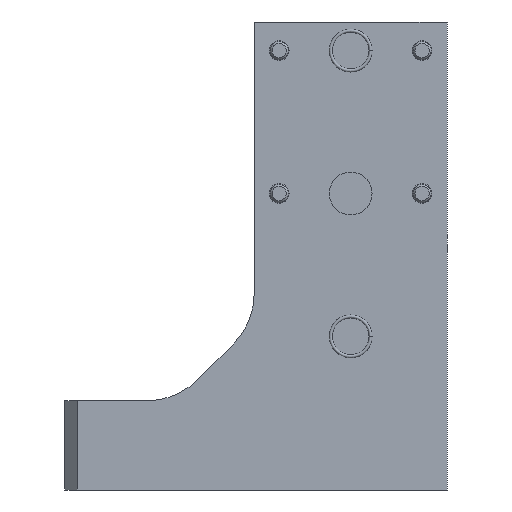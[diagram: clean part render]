
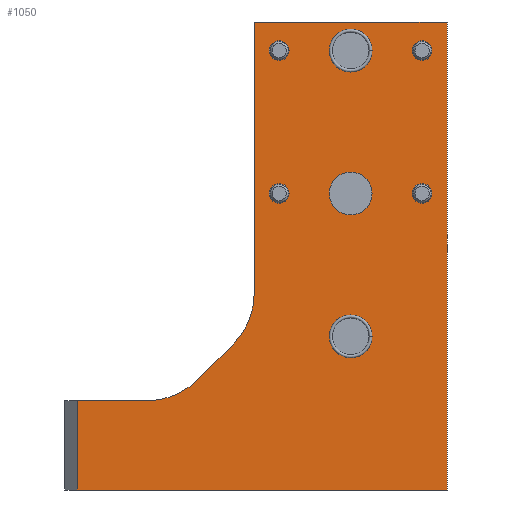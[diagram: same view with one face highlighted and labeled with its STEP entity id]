
A CAD part, front view. The second image highlights one B-rep face of the part: STEP entity #1050.
In plain terms, the highlighted face is planar.
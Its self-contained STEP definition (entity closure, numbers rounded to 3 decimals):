
#153=LINE('',#1646,#204);
#156=LINE('',#1666,#207);
#157=LINE('',#1669,#208);
#158=LINE('',#1673,#209);
#159=LINE('',#1677,#210);
#160=LINE('',#1678,#211);
#161=LINE('',#1680,#212);
#204=VECTOR('',#1327,1000.);
#207=VECTOR('',#1346,1000.);
#208=VECTOR('',#1347,1000.);
#209=VECTOR('',#1350,1000.);
#210=VECTOR('',#1353,1000.);
#211=VECTOR('',#1354,1000.);
#212=VECTOR('',#1355,1000.);
#269=ORIENTED_EDGE('',*,*,#534,.T.);
#270=ORIENTED_EDGE('',*,*,#535,.T.);
#271=ORIENTED_EDGE('',*,*,#536,.T.);
#272=ORIENTED_EDGE('',*,*,#537,.T.);
#273=ORIENTED_EDGE('',*,*,#538,.T.);
#274=ORIENTED_EDGE('',*,*,#539,.T.);
#275=ORIENTED_EDGE('',*,*,#540,.T.);
#276=ORIENTED_EDGE('',*,*,#541,.F.);
#277=ORIENTED_EDGE('',*,*,#542,.T.);
#278=ORIENTED_EDGE('',*,*,#543,.T.);
#279=ORIENTED_EDGE('',*,*,#544,.T.);
#280=ORIENTED_EDGE('',*,*,#545,.T.);
#281=ORIENTED_EDGE('',*,*,#546,.T.);
#282=ORIENTED_EDGE('',*,*,#531,.F.);
#283=ORIENTED_EDGE('',*,*,#547,.T.);
#284=ORIENTED_EDGE('',*,*,#548,.T.);
#531=EDGE_CURVE('',#662,#663,#153,.T.);
#534=EDGE_CURVE('',#664,#664,#748,.T.);
#535=EDGE_CURVE('',#665,#665,#749,.T.);
#536=EDGE_CURVE('',#666,#666,#750,.T.);
#537=EDGE_CURVE('',#667,#667,#751,.T.);
#538=EDGE_CURVE('',#668,#668,#752,.T.);
#539=EDGE_CURVE('',#669,#669,#753,.T.);
#540=EDGE_CURVE('',#670,#670,#754,.T.);
#541=EDGE_CURVE('',#671,#672,#156,.T.);
#542=EDGE_CURVE('',#671,#673,#157,.T.);
#543=EDGE_CURVE('',#673,#674,#755,.F.);
#544=EDGE_CURVE('',#674,#675,#158,.T.);
#545=EDGE_CURVE('',#675,#676,#756,.F.);
#546=EDGE_CURVE('',#676,#663,#159,.T.);
#547=EDGE_CURVE('',#662,#677,#160,.T.);
#548=EDGE_CURVE('',#677,#672,#161,.T.);
#662=VERTEX_POINT('',#1647);
#663=VERTEX_POINT('',#1648);
#664=VERTEX_POINT('',#1653);
#665=VERTEX_POINT('',#1655);
#666=VERTEX_POINT('',#1657);
#667=VERTEX_POINT('',#1659);
#668=VERTEX_POINT('',#1661);
#669=VERTEX_POINT('',#1663);
#670=VERTEX_POINT('',#1665);
#671=VERTEX_POINT('',#1667);
#672=VERTEX_POINT('',#1668);
#673=VERTEX_POINT('',#1670);
#674=VERTEX_POINT('',#1672);
#675=VERTEX_POINT('',#1674);
#676=VERTEX_POINT('',#1676);
#677=VERTEX_POINT('',#1679);
#748=CIRCLE('',#1166,6.);
#749=CIRCLE('',#1167,6.);
#750=CIRCLE('',#1168,6.);
#751=CIRCLE('',#1169,2.75);
#752=CIRCLE('',#1170,2.75);
#753=CIRCLE('',#1171,2.75);
#754=CIRCLE('',#1172,2.75);
#755=CIRCLE('',#1173,20.);
#756=CIRCLE('',#1174,20.);
#802=EDGE_LOOP('',(#269));
#803=EDGE_LOOP('',(#270));
#804=EDGE_LOOP('',(#271));
#805=EDGE_LOOP('',(#272));
#806=EDGE_LOOP('',(#273));
#807=EDGE_LOOP('',(#274));
#808=EDGE_LOOP('',(#275));
#809=EDGE_LOOP('',(#276,#277,#278,#279,#280,#281,#282,#283,#284));
#915=FACE_BOUND('',#802,.T.);
#916=FACE_BOUND('',#803,.T.);
#917=FACE_BOUND('',#804,.T.);
#918=FACE_BOUND('',#805,.T.);
#919=FACE_BOUND('',#806,.T.);
#920=FACE_BOUND('',#807,.T.);
#921=FACE_BOUND('',#808,.T.);
#922=FACE_BOUND('',#809,.T.);
#1025=PLANE('',#1165);
#1050=ADVANCED_FACE('',(#915,#916,#917,#918,#919,#920,#921,#922),#1025,
 .T.);
#1165=AXIS2_PLACEMENT_3D('',#1651,#1330,#1331);
#1166=AXIS2_PLACEMENT_3D('',#1652,#1332,#1333);
#1167=AXIS2_PLACEMENT_3D('',#1654,#1334,#1335);
#1168=AXIS2_PLACEMENT_3D('',#1656,#1336,#1337);
#1169=AXIS2_PLACEMENT_3D('',#1658,#1338,#1339);
#1170=AXIS2_PLACEMENT_3D('',#1660,#1340,#1341);
#1171=AXIS2_PLACEMENT_3D('',#1662,#1342,#1343);
#1172=AXIS2_PLACEMENT_3D('',#1664,#1344,#1345);
#1173=AXIS2_PLACEMENT_3D('',#1671,#1348,#1349);
#1174=AXIS2_PLACEMENT_3D('',#1675,#1351,#1352);
#1327=DIRECTION('',(0.,0.,1.));
#1330=DIRECTION('',(0.,1.,0.));
#1331=DIRECTION('',(0.,0.,1.));
#1332=DIRECTION('',(0.,-1.,0.));
#1333=DIRECTION('',(0.,0.,-1.));
#1334=DIRECTION('',(0.,-1.,0.));
#1335=DIRECTION('',(0.,0.,-1.));
#1336=DIRECTION('',(0.,-1.,0.));
#1337=DIRECTION('',(0.,0.,-1.));
#1338=DIRECTION('',(0.,-1.,0.));
#1339=DIRECTION('',(0.,0.,-1.));
#1340=DIRECTION('',(0.,-1.,0.));
#1341=DIRECTION('',(0.,0.,-1.));
#1342=DIRECTION('',(0.,-1.,0.));
#1343=DIRECTION('',(0.,0.,-1.));
#1344=DIRECTION('',(0.,-1.,0.));
#1345=DIRECTION('',(0.,0.,-1.));
#1346=DIRECTION('',(-1.,0.,0.));
#1347=DIRECTION('',(0.,0.,-1.));
#1348=DIRECTION('',(0.,1.,0.));
#1349=DIRECTION('',(0.,0.,1.));
#1350=DIRECTION('',(0.707,0.,-0.707));
#1351=DIRECTION('',(0.,1.,0.));
#1352=DIRECTION('',(0.,0.,1.));
#1353=DIRECTION('',(1.,0.,0.));
#1354=DIRECTION('',(-1.,0.,0.));
#1355=DIRECTION('',(0.,0.,1.));
#1646=CARTESIAN_POINT('',(76.5,9.,-131.));
#1647=CARTESIAN_POINT('',(76.5,9.,-131.));
#1648=CARTESIAN_POINT('',(76.5,9.,-106.));
#1651=CARTESIAN_POINT('',(76.5,9.,-131.));
#1652=CARTESIAN_POINT('',(0.,9.,-88.));
#1653=CARTESIAN_POINT('',(0.,9.,-94.));
#1654=CARTESIAN_POINT('',(0.,9.,-48.));
#1655=CARTESIAN_POINT('',(0.,9.,-54.));
#1656=CARTESIAN_POINT('',(0.,9.,-8.));
#1657=CARTESIAN_POINT('',(0.,9.,-14.));
#1658=CARTESIAN_POINT('',(-20.,9.,-48.));
#1659=CARTESIAN_POINT('',(-20.,9.,-50.75));
#1660=CARTESIAN_POINT('',(-20.,9.,-8.));
#1661=CARTESIAN_POINT('',(-20.,9.,-10.75));
#1662=CARTESIAN_POINT('',(20.,9.,-48.));
#1663=CARTESIAN_POINT('',(20.,9.,-50.75));
#1664=CARTESIAN_POINT('',(20.,9.,-8.));
#1665=CARTESIAN_POINT('',(20.,9.,-10.75));
#1666=CARTESIAN_POINT('',(76.5,9.,0.));
#1667=CARTESIAN_POINT('',(27.,9.,0.));
#1668=CARTESIAN_POINT('',(-27.,9.,0.));
#1669=CARTESIAN_POINT('',(27.,9.,-131.));
#1670=CARTESIAN_POINT('',(27.,9.,-76.));
#1671=CARTESIAN_POINT('',(47.,9.,-76.));
#1672=CARTESIAN_POINT('',(32.858,9.,-90.142));
#1673=CARTESIAN_POINT('',(75.108,9.,-132.392));
#1674=CARTESIAN_POINT('',(42.858,9.,-100.142));
#1675=CARTESIAN_POINT('',(57.,9.,-86.));
#1676=CARTESIAN_POINT('',(57.,9.,-106.));
#1677=CARTESIAN_POINT('',(76.5,9.,-106.));
#1678=CARTESIAN_POINT('',(76.5,9.,-131.));
#1679=CARTESIAN_POINT('',(-27.,9.,-131.));
#1680=CARTESIAN_POINT('',(-27.,9.,-131.));
